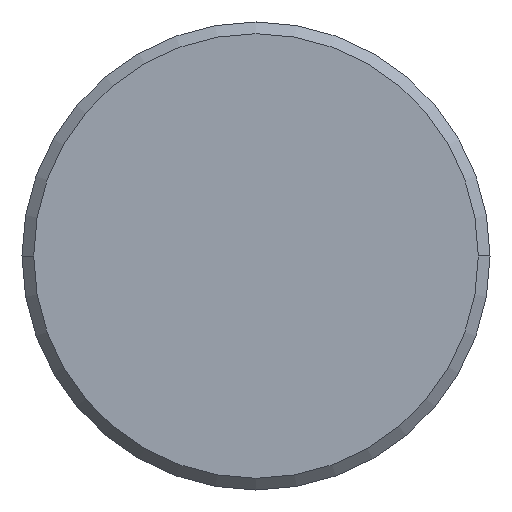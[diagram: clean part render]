
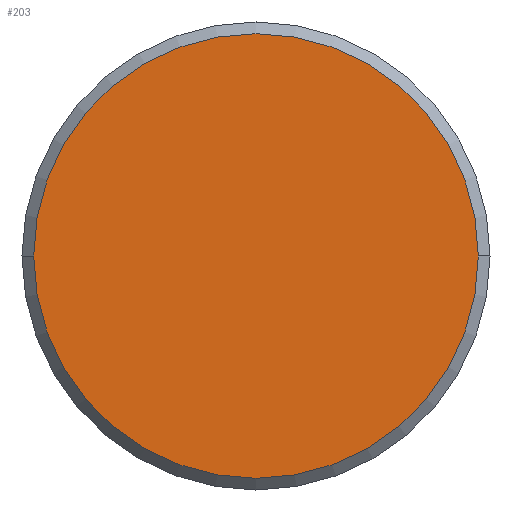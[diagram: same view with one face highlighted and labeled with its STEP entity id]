
A CAD part, left-side view. The second image highlights one B-rep face of the part: STEP entity #203.
In plain terms, the highlighted planar face has unit normal (-1, 0, 0).
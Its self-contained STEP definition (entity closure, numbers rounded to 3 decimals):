
#6 = CARTESIAN_POINT ( 'NONE',  ( -53., -5.7, 0. ) ) ;
#44 = EDGE_LOOP ( 'NONE', ( #165, #89 ) ) ;
#45 = AXIS2_PLACEMENT_3D ( 'NONE', #55, #79, #253 ) ;
#55 = CARTESIAN_POINT ( 'NONE',  ( -53., 0., 0. ) ) ;
#56 = CARTESIAN_POINT ( 'NONE',  ( -53., 0., 0. ) ) ;
#62 = AXIS2_PLACEMENT_3D ( 'NONE', #56, #228, #81 ) ;
#66 = CIRCLE ( 'NONE', #62, 5.7 ) ;
#76 = CARTESIAN_POINT ( 'NONE',  ( -53., 0., 0. ) ) ;
#79 = DIRECTION ( 'NONE',  ( -1., 0., 0. ) ) ;
#81 = DIRECTION ( 'NONE',  ( 0., 1., 0. ) ) ;
#85 = CIRCLE ( 'NONE', #283, 5.7 ) ;
#89 = ORIENTED_EDGE ( 'NONE', *, *, #172, .F. ) ;
#93 = FACE_OUTER_BOUND ( 'NONE', #44, .T. ) ;
#105 = DIRECTION ( 'NONE',  ( 0., 1., 0. ) ) ;
#165 = ORIENTED_EDGE ( 'NONE', *, *, #271, .F. ) ;
#172 = EDGE_CURVE ( 'NONE', #189, #174, #85, .T. ) ;
#174 = VERTEX_POINT ( 'NONE', #196 ) ;
#189 = VERTEX_POINT ( 'NONE', #6 ) ;
#196 = CARTESIAN_POINT ( 'NONE',  ( -53., 5.7, 0. ) ) ;
#203 = ADVANCED_FACE ( 'NONE', ( #93 ), #227, .T. ) ;
#227 = PLANE ( 'NONE',  #45 ) ;
#228 = DIRECTION ( 'NONE',  ( 1., 0., 0. ) ) ;
#251 = DIRECTION ( 'NONE',  ( 1., 0., 0. ) ) ;
#253 = DIRECTION ( 'NONE',  ( 0., -1., 0. ) ) ;
#271 = EDGE_CURVE ( 'NONE', #174, #189, #66, .T. ) ;
#283 = AXIS2_PLACEMENT_3D ( 'NONE', #76, #251, #105 ) ;
